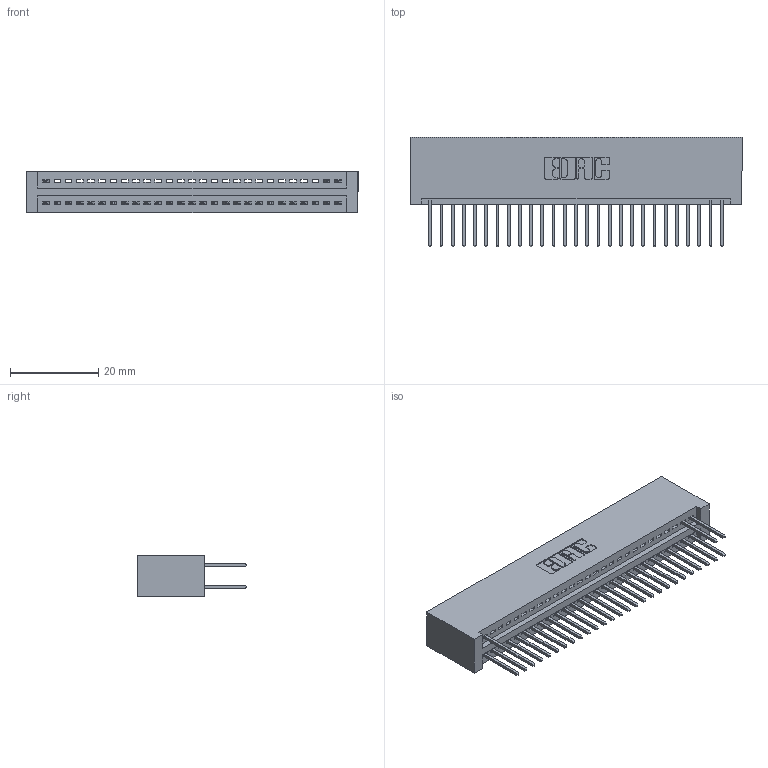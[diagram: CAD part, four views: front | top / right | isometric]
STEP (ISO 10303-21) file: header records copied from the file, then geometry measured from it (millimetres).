
FILE_DESCRIPTION (( 'STEP AP203' ), '1' );
FILE_NAME ('345-054-523-201.STEP', '2018-09-23T21:09:55', ( '' ), ( '' ), 'SwSTEP 2.0', 'SolidWorks 2016', '' );
FILE_SCHEMA (( 'CONFIG_CONTROL_DESIGN' ));
Length unit declared in the file: inch
Products named in the file (3): 345 Part_No Mounting Lugs; 345-292-001_345-293-123; 345-054-523-201
Assembly tree (31 placements, depth 2):
  345-054-523-201
    345 Part_No Mounting Lugs
    345-292-001_345-293-123  x30
Bounding box: 75.18 x 24.82 x 9.4 mm (x, y, z)
Volume: 7625.3 mm3; surface area: 10334.7 mm2
Topology: 31 solids, 31 shells, 1810 faces, 5435 edges, 3582 vertices
Faces by surface type: plane 1234, cylinder 576
Entity records: 22177 total; most frequent: CARTESIAN_POINT 3836, ORIENTED_EDGE 3794, DIRECTION 3369, EDGE_CURVE 1897, LINE 1665, VECTOR 1665, VERTEX_POINT 1262, AXIS2_PLACEMENT_3D 852
